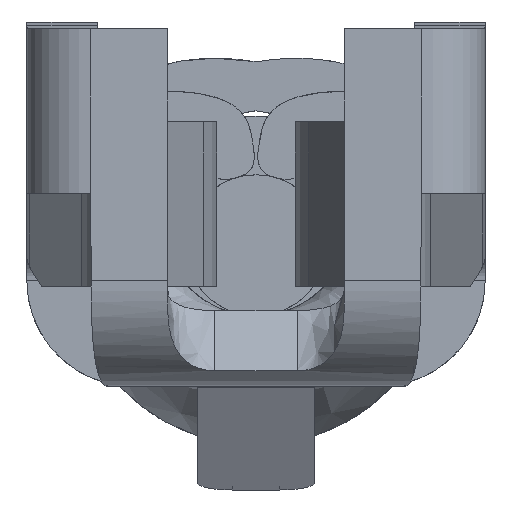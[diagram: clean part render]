
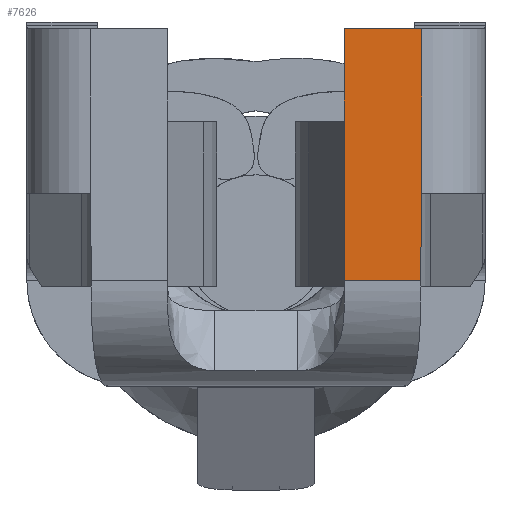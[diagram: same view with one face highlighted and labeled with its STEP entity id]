
A CAD part, left-side view. The second image highlights one B-rep face of the part: STEP entity #7626.
In plain terms, the highlighted planar face has unit normal (-1, 0, 0).
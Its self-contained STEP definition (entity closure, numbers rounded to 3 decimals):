
#7129=CARTESIAN_POINT('',(0.,-0.7,0.45));
#7130=VERTEX_POINT('',#7129);
#7137=CARTESIAN_POINT('',(0.,-0.375,0.45));
#7138=VERTEX_POINT('',#7137);
#7139=CARTESIAN_POINT('',(0.,-0.375,0.45));
#7140=DIRECTION('',(0.,-1.,0.));
#7141=VECTOR('',#7140,0.325);
#7142=LINE('',#7139,#7141);
#7143=EDGE_CURVE('',#7138,#7130,#7142,.T.);
#7588=CARTESIAN_POINT('',(0.,0.,-1.754));
#7589=DIRECTION('',(0.,0.,-1.));
#7590=DIRECTION('',(-1.,0.,0.));
#7591=AXIS2_PLACEMENT_3D('',#7588,#7590,#7589);
#7592=PLANE('',#7591);
#7593=CARTESIAN_POINT('',(0.,-0.375,1.521));
#7594=VERTEX_POINT('',#7593);
#7595=CARTESIAN_POINT('',(0.,-0.375,0.45));
#7596=DIRECTION('',(0.,0.,1.));
#7597=VECTOR('',#7596,1.071);
#7598=LINE('',#7595,#7597);
#7599=EDGE_CURVE('',#7138,#7594,#7598,.T.);
#7600=ORIENTED_EDGE('',*,*,#7599,.F.);
#7601=ORIENTED_EDGE('',*,*,#7143,.T.);
#7602=CARTESIAN_POINT('',(0.,-0.705,0.821));
#7603=VERTEX_POINT('',#7602);
#7604=CARTESIAN_POINT('',(0.,-0.702,0.821));
#7605=DIRECTION('',(0.,0.005,-1.));
#7606=VECTOR('',#7605,0.371);
#7607=LINE('',#7604,#7606);
#7608=EDGE_CURVE('',#7603,#7130,#7607,.T.);
#7609=ORIENTED_EDGE('',*,*,#7608,.F.);
#7610=CARTESIAN_POINT('',(0.,-0.705,1.521));
#7611=VERTEX_POINT('',#7610);
#7612=CARTESIAN_POINT('',(0.,-0.705,0.821));
#7613=DIRECTION('',(0.,0.,1.));
#7614=VECTOR('',#7613,0.7);
#7615=LINE('',#7612,#7614);
#7616=EDGE_CURVE('',#7603,#7611,#7615,.T.);
#7617=ORIENTED_EDGE('',*,*,#7616,.T.);
#7618=CARTESIAN_POINT('',(0.,-0.375,1.521));
#7619=DIRECTION('',(0.,-1.,0.));
#7620=VECTOR('',#7619,0.33);
#7621=LINE('',#7618,#7620);
#7622=EDGE_CURVE('',#7594,#7611,#7621,.T.);
#7623=ORIENTED_EDGE('',*,*,#7622,.F.);
#7624=EDGE_LOOP('',(#7600,#7601,#7609,#7617,#7623));
#7625=FACE_OUTER_BOUND('',#7624,.T.);
#7626=ADVANCED_FACE('',(#7625),#7592,.T.);
